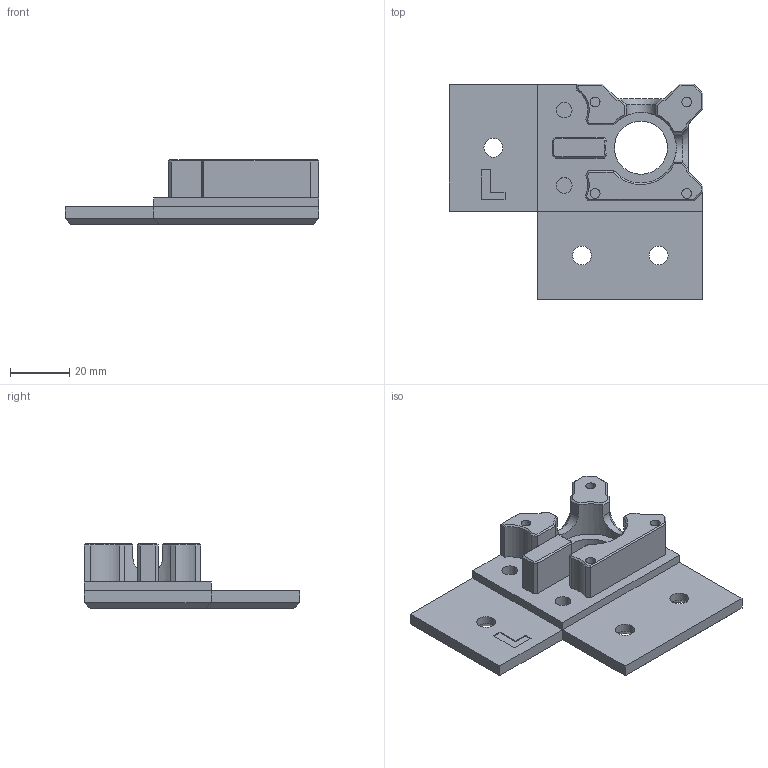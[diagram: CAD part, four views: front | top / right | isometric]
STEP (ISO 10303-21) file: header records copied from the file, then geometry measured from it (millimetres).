
FILE_DESCRIPTION(/* description */ (''),/* implementation_level */ '2;1');
FILE_NAME(/* name */ 'xy_motor_cage_top_left_3.1_cutout.step',/* time_stamp */ '2022-08-24T14:31:30+01:00',/* author */ (''),/* organization */ (''),/* preprocessor_version */ 'ST-DEVELOPER v19',/* originating_system */ 'Autodesk Translation Framework v11.7.0.108',/* authorisation */ '');
FILE_SCHEMA (('AUTOMOTIVE_DESIGN { 1 0 10303 214 3 1 1 }'));
Length unit declared in the file: millimetre
Products named in the file (1): xy_motor_cage_top_left_3.1_cutout
Bounding box: 86 x 73 x 22 mm (x, y, z)
Volume: 42226.5 mm3; surface area: 17391.5 mm2
Topology: 1 solids, 1 shells, 161 faces, 369 edges, 224 vertices
Faces by surface type: plane 129, cylinder 20, cone 12
Full cylindrical faces by diameter (mm): 3.3 x4, 5.3 x2, 6.25 x4, 6.4 x3, 18 x1
Entity records: 4482 total; most frequent: CARTESIAN_POINT 805, DIRECTION 739, ORIENTED_EDGE 738, EDGE_CURVE 369, LINE 303, VECTOR 303, VERTEX_POINT 224, AXIS2_PLACEMENT_3D 218
